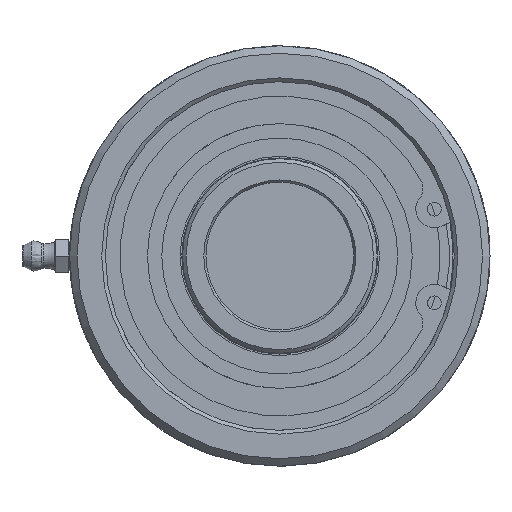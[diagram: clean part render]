
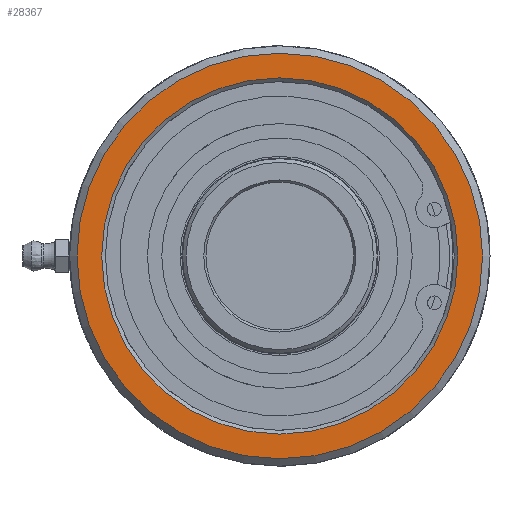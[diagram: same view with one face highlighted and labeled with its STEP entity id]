
A CAD part, left-side view. The second image highlights one B-rep face of the part: STEP entity #28367.
In plain terms, the highlighted planar face has unit normal (-1, 0, 0).
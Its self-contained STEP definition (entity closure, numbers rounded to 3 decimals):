
#235=FACE_BOUND('',#8344,.T.);
#815=PLANE('',#29974);
#6616=FACE_OUTER_BOUND('',#8343,.T.);
#8343=EDGE_LOOP('',(#25802));
#8344=EDGE_LOOP('',(#25803));
#9241=CIRCLE('',#29973,38.34);
#9242=CIRCLE('',#29975,43.65);
#13559=VERTEX_POINT('',#64396);
#13560=VERTEX_POINT('',#64400);
#17680=EDGE_CURVE('',#13559,#13559,#9241,.T.);
#17681=EDGE_CURVE('',#13560,#13560,#9242,.T.);
#25802=ORIENTED_EDGE('',*,*,#17681,.F.);
#25803=ORIENTED_EDGE('',*,*,#17680,.F.);
#28367=ADVANCED_FACE('',(#6616,#235),#815,.F.);
#29973=AXIS2_PLACEMENT_3D('',#64398,#34807,#34808);
#29974=AXIS2_PLACEMENT_3D('',#64399,#34809,#34810);
#29975=AXIS2_PLACEMENT_3D('',#64401,#34811,#34812);
#34807=DIRECTION('center_axis',(-1.,0.,0.));
#34808=DIRECTION('ref_axis',(0.,-1.,0.));
#34809=DIRECTION('center_axis',(1.,0.,0.));
#34810=DIRECTION('ref_axis',(0.,0.,-1.));
#34811=DIRECTION('center_axis',(1.,0.,0.));
#34812=DIRECTION('ref_axis',(0.,1.,0.));
#64396=CARTESIAN_POINT('',(-6.8,38.34,0.));
#64398=CARTESIAN_POINT('Origin',(-6.8,0.,0.));
#64399=CARTESIAN_POINT('Origin',(-6.8,47.988,0.));
#64400=CARTESIAN_POINT('',(-6.8,-43.65,0.));
#64401=CARTESIAN_POINT('Origin',(-6.8,0.,0.));
